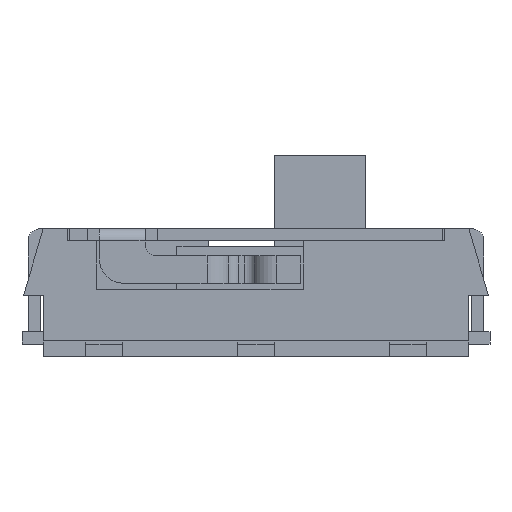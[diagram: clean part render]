
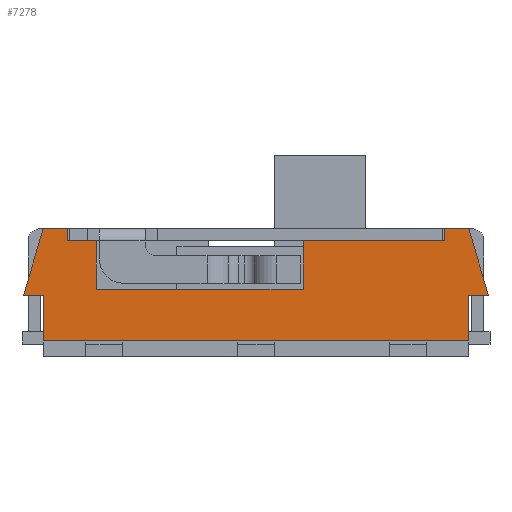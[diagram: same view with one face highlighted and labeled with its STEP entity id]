
A CAD part, front view. The second image highlights one B-rep face of the part: STEP entity #7278.
In plain terms, the highlighted planar face has unit normal (0, -1, 0).
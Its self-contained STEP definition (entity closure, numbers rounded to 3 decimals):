
#176=ORIENTED_EDGE('',*,*,#1742,.T.);
#177=ORIENTED_EDGE('',*,*,#1743,.F.);
#178=ORIENTED_EDGE('',*,*,#1736,.F.);
#179=ORIENTED_EDGE('',*,*,#1744,.T.);
#180=ORIENTED_EDGE('',*,*,#1745,.T.);
#181=ORIENTED_EDGE('',*,*,#1746,.T.);
#182=ORIENTED_EDGE('',*,*,#1747,.F.);
#183=ORIENTED_EDGE('',*,*,#1748,.T.);
#184=ORIENTED_EDGE('',*,*,#1749,.F.);
#185=ORIENTED_EDGE('',*,*,#1750,.T.);
#186=ORIENTED_EDGE('',*,*,#1751,.T.);
#187=ORIENTED_EDGE('',*,*,#1752,.T.);
#188=ORIENTED_EDGE('',*,*,#1753,.T.);
#189=ORIENTED_EDGE('',*,*,#1754,.T.);
#190=ORIENTED_EDGE('',*,*,#1755,.F.);
#191=ORIENTED_EDGE('',*,*,#1756,.F.);
#1736=EDGE_CURVE('',#2519,#2520,#3037,.T.);
#1742=EDGE_CURVE('',#2525,#2526,#3043,.T.);
#1743=EDGE_CURVE('',#2520,#2526,#3044,.T.);
#1744=EDGE_CURVE('',#2519,#2527,#3045,.T.);
#1745=EDGE_CURVE('',#2527,#2528,#3046,.T.);
#1746=EDGE_CURVE('',#2528,#2529,#3047,.T.);
#1747=EDGE_CURVE('',#2530,#2529,#3048,.T.);
#1748=EDGE_CURVE('',#2530,#2531,#3049,.T.);
#1749=EDGE_CURVE('',#2532,#2531,#3050,.T.);
#1750=EDGE_CURVE('',#2532,#2533,#3051,.T.);
#1751=EDGE_CURVE('',#2533,#2534,#3052,.T.);
#1752=EDGE_CURVE('',#2534,#2535,#3053,.T.);
#1753=EDGE_CURVE('',#2535,#2536,#3054,.T.);
#1754=EDGE_CURVE('',#2536,#2537,#3055,.T.);
#1755=EDGE_CURVE('',#2538,#2537,#3056,.T.);
#1756=EDGE_CURVE('',#2525,#2538,#3057,.T.);
#2519=VERTEX_POINT('',#9440);
#2520=VERTEX_POINT('',#9442);
#2525=VERTEX_POINT('',#9454);
#2526=VERTEX_POINT('',#9455);
#2527=VERTEX_POINT('',#9458);
#2528=VERTEX_POINT('',#9460);
#2529=VERTEX_POINT('',#9462);
#2530=VERTEX_POINT('',#9464);
#2531=VERTEX_POINT('',#9466);
#2532=VERTEX_POINT('',#9468);
#2533=VERTEX_POINT('',#9470);
#2534=VERTEX_POINT('',#9472);
#2535=VERTEX_POINT('',#9474);
#2536=VERTEX_POINT('',#9476);
#2537=VERTEX_POINT('',#9478);
#2538=VERTEX_POINT('',#9480);
#3037=LINE('',#9441,#3740);
#3043=LINE('',#9453,#3746);
#3044=LINE('',#9456,#3747);
#3045=LINE('',#9457,#3748);
#3046=LINE('',#9459,#3749);
#3047=LINE('',#9461,#3750);
#3048=LINE('',#9463,#3751);
#3049=LINE('',#9465,#3752);
#3050=LINE('',#9467,#3753);
#3051=LINE('',#9469,#3754);
#3052=LINE('',#9471,#3755);
#3053=LINE('',#9473,#3756);
#3054=LINE('',#9475,#3757);
#3055=LINE('',#9477,#3758);
#3056=LINE('',#9479,#3759);
#3057=LINE('',#9481,#3760);
#3740=VECTOR('',#7975,1000.);
#3746=VECTOR('',#7983,1000.);
#3747=VECTOR('',#7984,1000.);
#3748=VECTOR('',#7985,1000.);
#3749=VECTOR('',#7986,1000.);
#3750=VECTOR('',#7987,1000.);
#3751=VECTOR('',#7988,1000.);
#3752=VECTOR('',#7989,1000.);
#3753=VECTOR('',#7990,1000.);
#3754=VECTOR('',#7991,1000.);
#3755=VECTOR('',#7992,1000.);
#3756=VECTOR('',#7993,1000.);
#3757=VECTOR('',#7994,1000.);
#3758=VECTOR('',#7995,1000.);
#3759=VECTOR('',#7996,1000.);
#3760=VECTOR('',#7997,1000.);
#4431=EDGE_LOOP('',(#176,#177,#178,#179,#180,#181,#182,#183,#184,#185,#186,
#187,#188,#189,#190,#191));
#4744=FACE_BOUND('',#4431,.T.);
#5056=PLANE('',#7584);
#7278=ADVANCED_FACE('',(#4744),#5056,.T.);
#7584=AXIS2_PLACEMENT_3D('',#9452,#7981,#7982);
#7975=DIRECTION('',(0.,0.,-1.));
#7981=DIRECTION('',(0.,-1.,0.));
#7982=DIRECTION('',(1.,0.,0.));
#7983=DIRECTION('',(0.,0.,-1.));
#7984=DIRECTION('',(-1.,0.,0.));
#7985=DIRECTION('',(1.,0.,0.));
#7986=DIRECTION('',(-0.283,0.,0.959));
#7987=DIRECTION('',(-1.,0.,0.));
#7988=DIRECTION('',(0.,0.,1.));
#7989=DIRECTION('',(-1.,0.,0.));
#7990=DIRECTION('',(0.,0.,1.));
#7991=DIRECTION('',(-1.,0.,0.));
#7992=DIRECTION('',(0.,0.,1.));
#7993=DIRECTION('',(-1.,0.,0.));
#7994=DIRECTION('',(0.,0.,1.));
#7995=DIRECTION('',(-1.,0.,0.));
#7996=DIRECTION('',(0.283,0.,0.959));
#7997=DIRECTION('',(-1.,0.,0.));
#9440=CARTESIAN_POINT('',(3.5,-2.75,1.));
#9441=CARTESIAN_POINT('',(3.5,-2.75,2.1));
#9442=CARTESIAN_POINT('',(3.5,-2.75,0.25));
#9452=CARTESIAN_POINT('',(3.5,-2.75,2.1));
#9453=CARTESIAN_POINT('',(-3.5,-2.75,2.1));
#9454=CARTESIAN_POINT('',(-3.5,-2.75,1.));
#9455=CARTESIAN_POINT('',(-3.5,-2.75,0.25));
#9456=CARTESIAN_POINT('',(3.5,-2.75,0.25));
#9457=CARTESIAN_POINT('',(3.5,-2.75,1.));
#9458=CARTESIAN_POINT('',(3.825,-2.75,1.));
#9459=CARTESIAN_POINT('',(3.825,-2.75,1.));
#9460=CARTESIAN_POINT('',(3.5,-2.75,2.1));
#9461=CARTESIAN_POINT('',(3.5,-2.75,2.1));
#9462=CARTESIAN_POINT('',(3.1,-2.75,2.1));
#9463=CARTESIAN_POINT('',(3.1,-2.75,1.9));
#9464=CARTESIAN_POINT('',(3.1,-2.75,1.9));
#9465=CARTESIAN_POINT('',(3.1,-2.75,1.9));
#9466=CARTESIAN_POINT('',(0.775,-2.75,1.9));
#9467=CARTESIAN_POINT('',(0.775,-2.75,1.1));
#9468=CARTESIAN_POINT('',(0.775,-2.75,1.1));
#9469=CARTESIAN_POINT('',(0.775,-2.75,1.1));
#9470=CARTESIAN_POINT('',(-2.625,-2.75,1.1));
#9471=CARTESIAN_POINT('',(-2.625,-2.75,1.1));
#9472=CARTESIAN_POINT('',(-2.625,-2.75,1.9));
#9473=CARTESIAN_POINT('',(3.1,-2.75,1.9));
#9474=CARTESIAN_POINT('',(-3.1,-2.75,1.9));
#9475=CARTESIAN_POINT('',(-3.1,-2.75,1.9));
#9476=CARTESIAN_POINT('',(-3.1,-2.75,2.1));
#9477=CARTESIAN_POINT('',(3.5,-2.75,2.1));
#9478=CARTESIAN_POINT('',(-3.5,-2.75,2.1));
#9479=CARTESIAN_POINT('',(-3.825,-2.75,1.));
#9480=CARTESIAN_POINT('',(-3.825,-2.75,1.));
#9481=CARTESIAN_POINT('',(-3.5,-2.75,1.));
